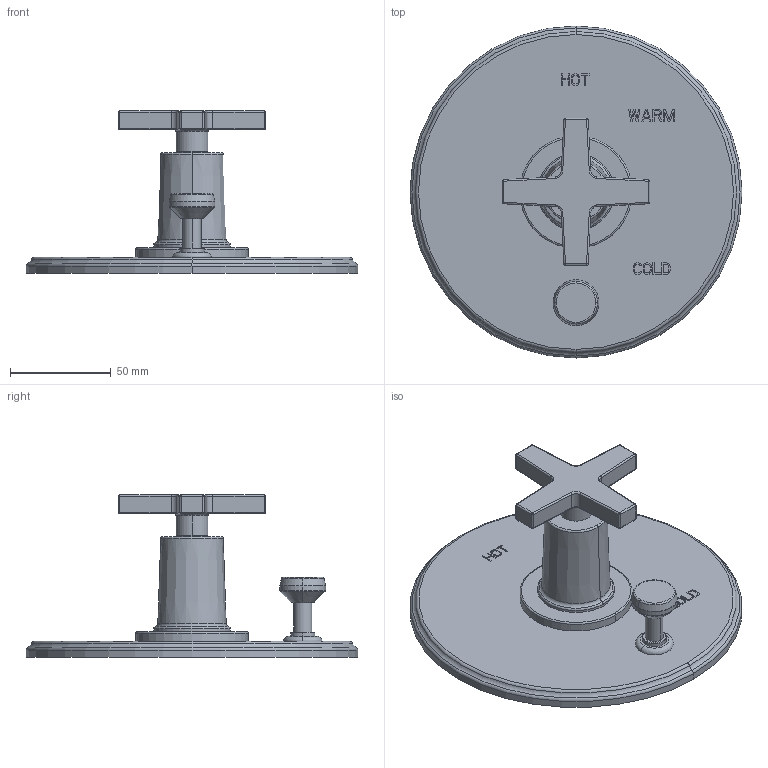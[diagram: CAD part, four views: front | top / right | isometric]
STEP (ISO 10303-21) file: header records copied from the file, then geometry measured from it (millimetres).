
FILE_DESCRIPTION((''),'2;1');
FILE_NAME('5-2982BP','2021-06-09T10:49:29',('jinson.thomas'),(''),'CREO PARAMETRIC BY PTC INC, 2018400','CREO PARAMETRIC BY PTC INC, 2018400','');
FILE_SCHEMA(('CONFIG_CONTROL_DESIGN'));
Length unit declared in the file: inch
Products named in the file (1): 5-2982BP
Bounding box: 165.1 x 165.1 x 80.85 mm (x, y, z)
Volume: 243108.4 mm3; surface area: 59888.5 mm2
Topology: 1 solids, 1 shells, 393 faces, 1001 edges, 636 vertices
Faces by surface type: plane 283, cylinder 54, torus 34, sphere 16, cone 6
Entity records: 11699 total; most frequent: CARTESIAN_POINT 2030, ORIENTED_EDGE 2002, DIRECTION 1963, EDGE_CURVE 1001, VECTOR 825, LINE 825, VERTEX_POINT 636, AXIS2_PLACEMENT_3D 569
